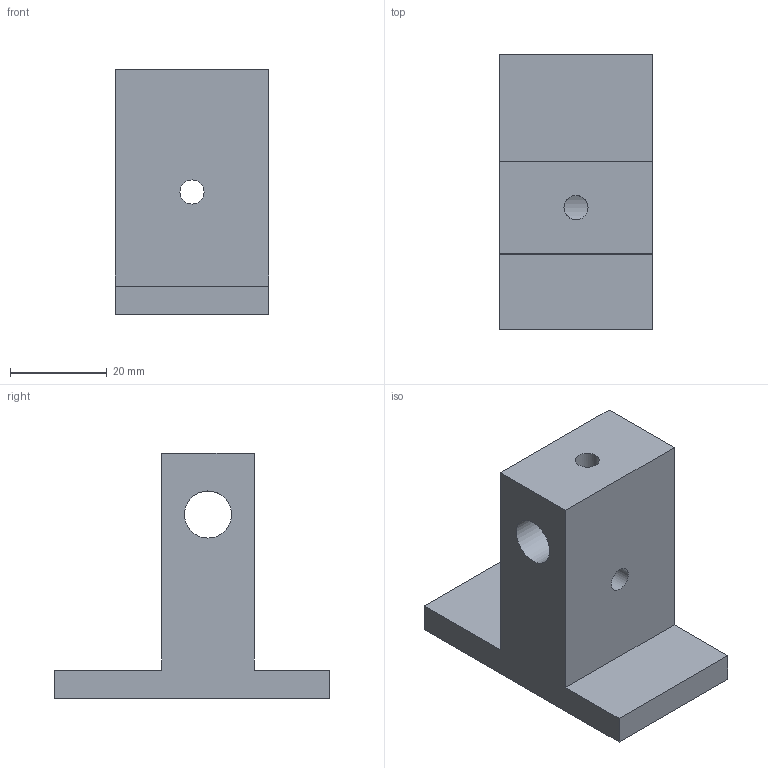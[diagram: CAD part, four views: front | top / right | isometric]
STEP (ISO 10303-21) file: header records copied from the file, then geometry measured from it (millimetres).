
FILE_DESCRIPTION(/* description */ (''),/* implementation_level */ '2;1');
FILE_NAME(/* name */ 'Support For Arms 1_4 plate with delrin slider.stp',/* time_stamp */ '2015-08-15T23:16:33-07:00',/* author */ ('steele'),/* organization */ (''),/* preprocessor_version */ 'ST-DEVELOPER v16.1',/* originating_system */ 'Autodesk Inventor 2016',/* authorisation */ '');
FILE_SCHEMA (('AUTOMOTIVE_DESIGN { 1 0 10303 214 3 1 1 }'));
Length unit declared in the file: inch
Products named in the file (1): Support For Arms 1_4 plate with delrin slider
Bounding box: 31.75 x 56.9 x 50.8 mm (x, y, z)
Volume: 35011.6 mm3; surface area: 10394.9 mm2
Topology: 1 solids, 1 shells, 13 faces, 36 edges, 25 vertices
Faces by surface type: plane 10, cylinder 3
Full cylindrical faces by diameter (mm): 4.978 x2, 9.728 x1
Entity records: 446 total; most frequent: CARTESIAN_POINT 99, DIRECTION 62, ORIENTED_EDGE 60, EDGE_CURVE 30, LINE 24, VECTOR 24, EDGE_LOOP 22, VERTEX_POINT 22
